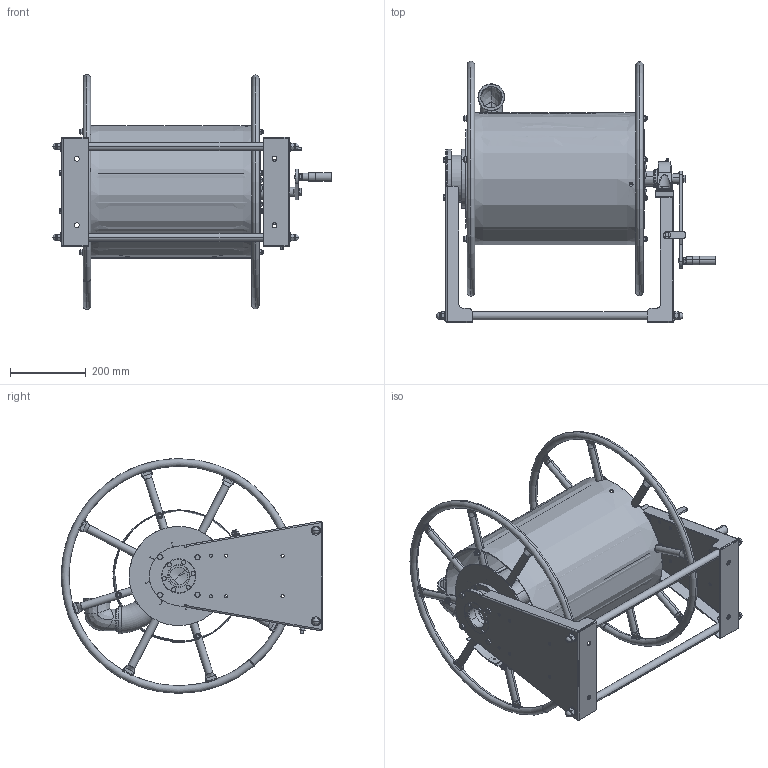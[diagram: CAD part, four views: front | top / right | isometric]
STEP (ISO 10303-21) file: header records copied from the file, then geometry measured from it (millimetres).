
FILE_DESCRIPTION((''),'2;1');
FILE_NAME('350_018_M_ASM','2021-10-07T',('Cad03'),('CDM'),'PRO/ENGINEER BY PARAMETRIC TECHNOLOGY CORPORATION, 2017170','PRO/ENGINEER BY PARAMETRIC TECHNOLOGY CORPORATION, 2017170','');
FILE_SCHEMA(('AUTOMOTIVE_DESIGN { 1 0 10303 214 1 1 1 1 }'));
Length unit declared in the file: millimetre
Products named in the file (1): 350_018_M_ASM
Bounding box: 737 x 690 x 620 mm (x, y, z)
Surface area: 2742429.2 mm2 (no closed solid volume)
Topology: 0 solids, 213 shells, 1368 faces, 5058 edges, 3776 vertices
Faces by surface type: plane 501, cone 284, bspline 254, cylinder 230, extrusion 50, torus 33, sphere 16
Entity records: 90134 total; most frequent: CARTESIAN_POINT 39789, ORIENTED_EDGE 7550, DIRECTION 6321, EDGE_CURVE 5040, VERTEX_POINT 3776, AXIS2_PLACEMENT_3D 2313, B_SPLINE_CURVE_WITH_KNOTS 2197, FILL_AREA_STYLE_COLOUR 1818
